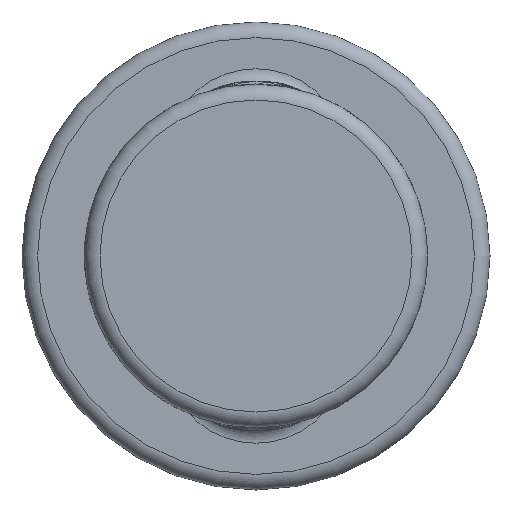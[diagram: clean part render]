
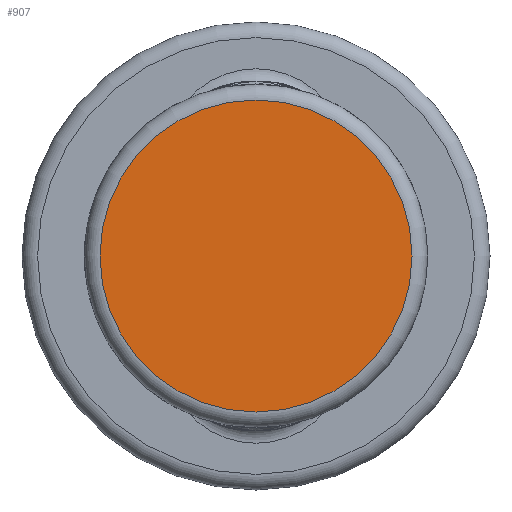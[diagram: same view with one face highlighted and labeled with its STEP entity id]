
A CAD part, left-side view. The second image highlights one B-rep face of the part: STEP entity #907.
In plain terms, the highlighted planar face has unit normal (-1, 0, 0).
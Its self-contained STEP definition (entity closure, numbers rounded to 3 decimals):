
#21=PLANE('',#1008);
#138=FACE_OUTER_BOUND('',#198,.T.);
#198=EDGE_LOOP('',(#725));
#260=CIRCLE('',#1003,10.);
#413=VERTEX_POINT('',#4436);
#530=EDGE_CURVE('',#413,#413,#260,.T.);
#725=ORIENTED_EDGE('',*,*,#530,.F.);
#907=ADVANCED_FACE('',(#138),#21,.F.);
#1003=AXIS2_PLACEMENT_3D('',#4438,#1184,#1185);
#1008=AXIS2_PLACEMENT_3D('',#4445,#1195,#1196);
#1184=DIRECTION('center_axis',(1.,0.,0.));
#1185=DIRECTION('ref_axis',(0.,0.,1.));
#1195=DIRECTION('center_axis',(1.,0.,0.));
#1196=DIRECTION('ref_axis',(0.,1.,0.));
#4436=CARTESIAN_POINT('',(52.,0.,10.));
#4438=CARTESIAN_POINT('Origin',(52.,0.,0.));
#4445=CARTESIAN_POINT('Origin',(52.,0.,0.));
